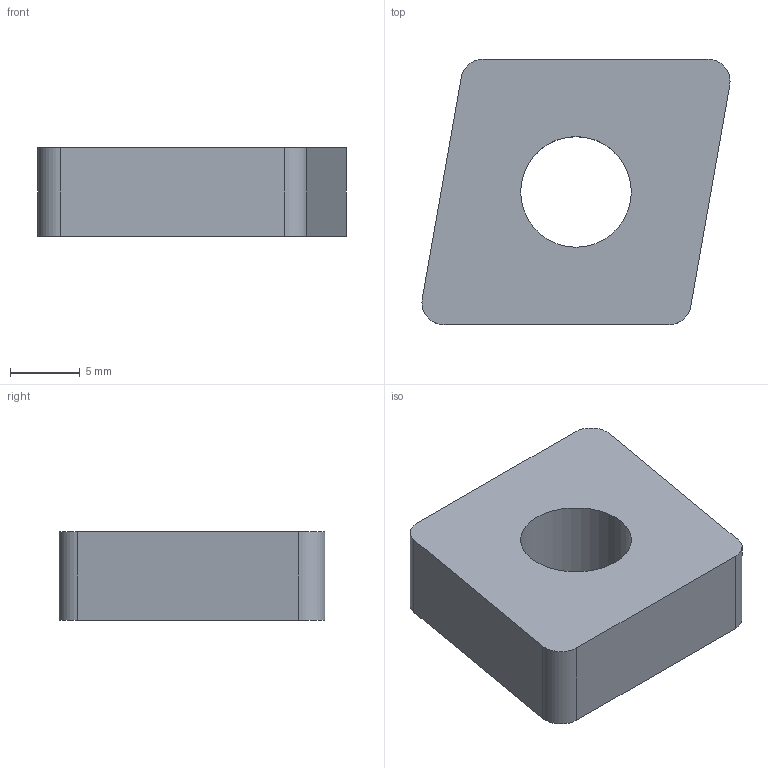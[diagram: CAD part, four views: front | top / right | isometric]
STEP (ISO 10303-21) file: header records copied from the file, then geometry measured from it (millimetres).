
FILE_DESCRIPTION(/* description */ (''),/* implementation_level */ '2;1');
FILE_NAME(/* name */ 'CN190616N.stp',/* time_stamp */ '2021-11-11T11:52:02+09:00',/* author */ (''),/* organization */ (''),/* preprocessor_version */ 'ST-DEVELOPER v16',/* originating_system */ 'SIEMENS PLM Software NX 10.0',/* authorisation */ '');
FILE_SCHEMA (('AUTOMOTIVE_DESIGN { 1 0 10303 214 3 1 1 1 }'));
Length unit declared in the file: millimetre
Products named in the file (1): CN190616L
Bounding box: 22.09 x 19.05 x 6.35 mm (x, y, z)
Volume: 2011.4 mm3; surface area: 1264.3 mm2
Topology: 1 solids, 1 shells, 12 faces, 38 edges, 38 vertices
Faces by surface type: plane 6, cylinder 6
Entity records: 513 total; most frequent: DIRECTION 86, CARTESIAN_POINT 76, ORIENTED_EDGE 60, AXIS2_PLACEMENT_3D 32, EDGE_CURVE 30, LINE 22, VECTOR 22, VERTEX_POINT 20
